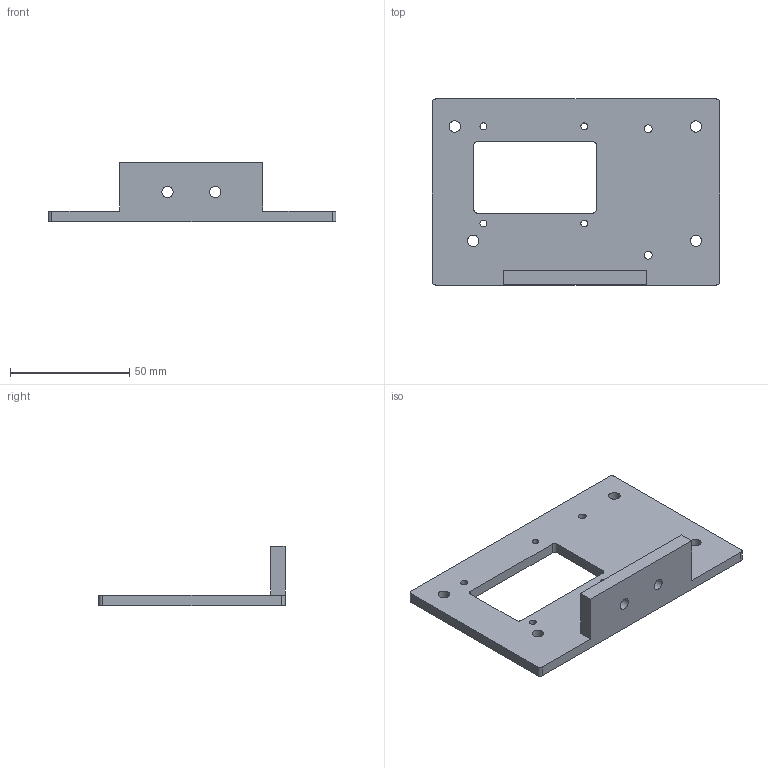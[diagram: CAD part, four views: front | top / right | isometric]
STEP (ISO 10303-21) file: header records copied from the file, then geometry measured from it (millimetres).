
FILE_DESCRIPTION(/* description */ (''),/* implementation_level */ '2;1');
FILE_NAME(/* name */ 'KVM Backplate with Converter v9.step',/* time_stamp */ '2025-10-19T11:30:49-04:00',/* author */ (''),/* organization */ (''),/* preprocessor_version */ 'ST-DEVELOPER v20.1',/* originating_system */ 'Autodesk Translation Framework v14.17.0.0',/* authorisation */ '');
FILE_SCHEMA (('AUTOMOTIVE_DESIGN { 1 0 10303 214 3 1 1 }'));
Length unit declared in the file: millimetre
Products named in the file (1): KVM Backplate with Converter
Bounding box: 120.6 x 78 x 25 mm (x, y, z)
Volume: 42046.4 mm3; surface area: 21343 mm2
Topology: 1 solids, 1 shells, 34 faces, 96 edges, 64 vertices
Faces by surface type: cylinder 20, plane 14
Full cylindrical faces by diameter (mm): 2.9 x4, 3.3 x2, 4.8 x6
Entity records: 1205 total; most frequent: DIRECTION 206, CARTESIAN_POINT 195, ORIENTED_EDGE 192, EDGE_CURVE 96, AXIS2_PLACEMENT_3D 75, VERTEX_POINT 64, EDGE_LOOP 60, LINE 56
